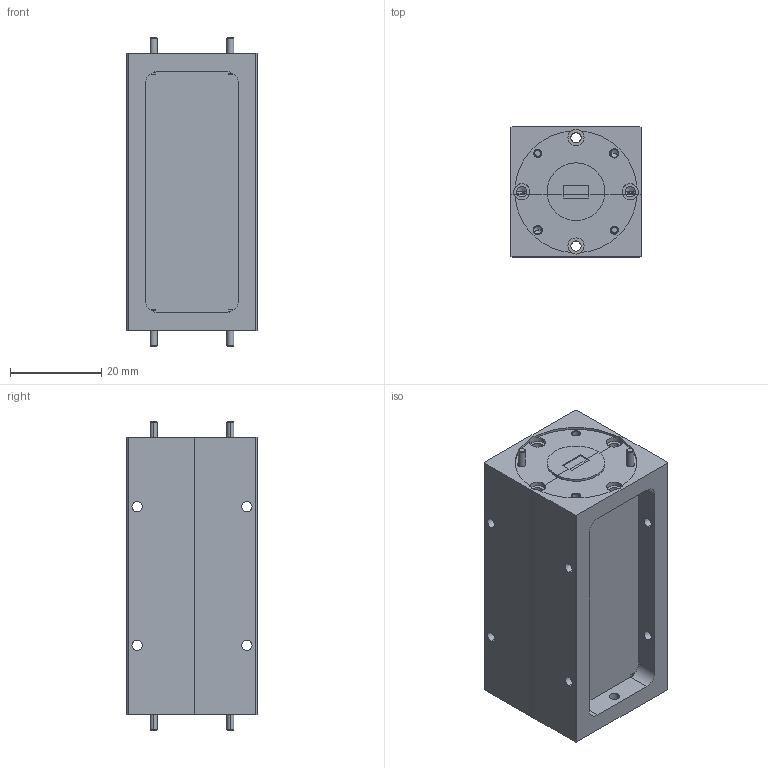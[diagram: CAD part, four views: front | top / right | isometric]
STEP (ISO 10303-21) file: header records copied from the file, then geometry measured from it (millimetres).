
FILE_DESCRIPTION (( 'STEP AP214' ), '1' );
FILE_NAME ('WF-BQ-L1-A.STEP', '2023-08-03T19:30:27', ( '' ), ( '' ), 'SwSTEP 2.0', 'SolidWorks 2021', '' );
FILE_SCHEMA (( 'AUTOMOTIVE_DESIGN' ));
Length unit declared in the file: inch
Products named in the file (1): WF-BQ-L1-A
Bounding box: 28.57 x 28.57 x 67.69 mm (x, y, z)
Volume: 37808.8 mm3; surface area: 16162.9 mm2
Topology: 20 solids, 20 shells, 658 faces, 1470 edges, 872 vertices
Faces by surface type: plane 240, cone 214, cylinder 200, bspline 4
Entity records: 27133 total; most frequent: CARTESIAN_POINT 3847, DIRECTION 3244, ORIENTED_EDGE 2892, EDGE_CURVE 1446, AXIS2_PLACEMENT_3D 1265, VERTEX_POINT 872, EDGE_LOOP 734, LINE 714
